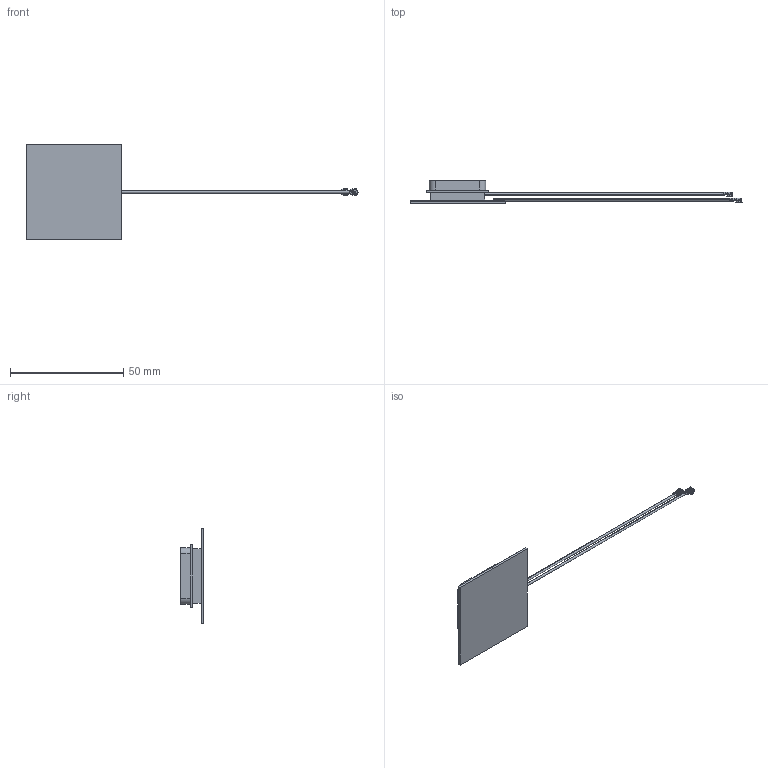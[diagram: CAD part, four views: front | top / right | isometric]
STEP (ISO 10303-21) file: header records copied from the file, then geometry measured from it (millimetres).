
FILE_DESCRIPTION (( 'STEP AP214' ), '1' );
FILE_NAME ('PE51212.step', '2020-06-18T14:32:02', ( '' ), ( '' ), 'SwSTEP 2.0', 'SolidWorks 2018', '' );
FILE_SCHEMA (( 'AUTOMOTIVE_DESIGN' ));
Length unit declared in the file: inch
Products named in the file (4): HG821-03PU-GPS_PCB; HG821-03PU-GPS_cable; PE51212; UFL_connector
Assembly tree (5 placements, depth 2):
  PE51212
    HG821-03PU-GPS_PCB
    HG821-03PU-GPS_cable  x2
    UFL_connector  x2
Bounding box: 146.68 x 10.16 x 42 mm (x, y, z)
Volume: 7607.8 mm3; surface area: 5846.1 mm2
Topology: 5 solids, 5 shells, 219 faces, 578 edges, 384 vertices
Faces by surface type: plane 145, cylinder 68, torus 4, cone 2
Entity records: 5732 total; most frequent: CARTESIAN_POINT 911, ORIENTED_EDGE 800, DIRECTION 784, EDGE_CURVE 400, LINE 294, VECTOR 294, VERTEX_POINT 266, AXIS2_PLACEMENT_3D 245
